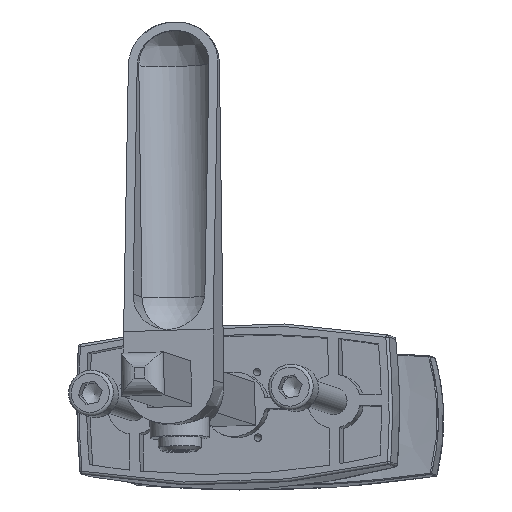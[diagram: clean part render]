
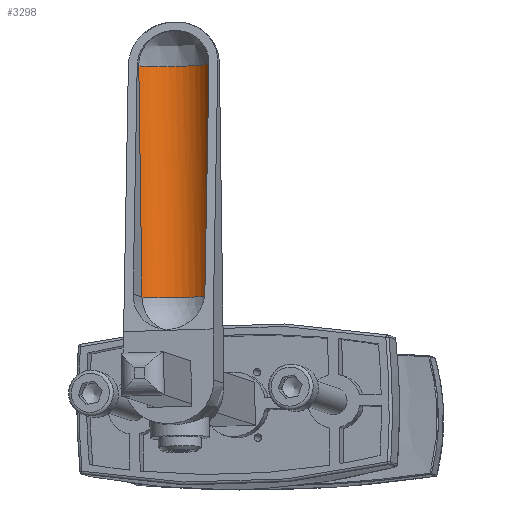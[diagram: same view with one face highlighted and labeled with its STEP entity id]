
A CAD part, isometric view. The second image highlights one B-rep face of the part: STEP entity #3298.
In plain terms, the highlighted cylindrical face has radius 7.82 mm (diameter 15.64 mm), a partial arc.
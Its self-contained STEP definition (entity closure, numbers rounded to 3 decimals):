
#325=LINE('',#8638,#575);
#329=LINE('',#8647,#579);
#575=VECTOR('',#4409,1000.);
#579=VECTOR('',#4415,1000.);
#794=CYLINDRICAL_SURFACE('',#3645,7.82);
#942=FACE_OUTER_BOUND('',#1150,.T.);
#1150=EDGE_LOOP('',(#2883,#2884,#2885,#2886,#2887));
#1351=CIRCLE('',#3644,7.82);
#1352=CIRCLE('',#3646,7.82);
#1353=CIRCLE('',#3647,7.82);
#1617=VERTEX_POINT('',#8626);
#1621=VERTEX_POINT('',#8635);
#1623=VERTEX_POINT('',#8641);
#1625=VERTEX_POINT('',#8645);
#1626=VERTEX_POINT('',#8980);
#2075=EDGE_CURVE('',#1621,#1617,#325,.T.);
#2079=EDGE_CURVE('',#1623,#1625,#329,.T.);
#2082=EDGE_CURVE('',#1621,#1625,#1351,.T.);
#2083=EDGE_CURVE('',#1617,#1626,#1352,.T.);
#2084=EDGE_CURVE('',#1626,#1623,#1353,.T.);
#2883=ORIENTED_EDGE('',*,*,#2082,.F.);
#2884=ORIENTED_EDGE('',*,*,#2075,.T.);
#2885=ORIENTED_EDGE('',*,*,#2083,.T.);
#2886=ORIENTED_EDGE('',*,*,#2084,.T.);
#2887=ORIENTED_EDGE('',*,*,#2079,.T.);
#3298=ADVANCED_FACE('',(#942),#794,.F.);
#3644=AXIS2_PLACEMENT_3D('',#8978,#4416,#4417);
#3645=AXIS2_PLACEMENT_3D('',#8979,#4418,#4419);
#3646=AXIS2_PLACEMENT_3D('',#8981,#4420,#4421);
#3647=AXIS2_PLACEMENT_3D('',#8982,#4422,#4423);
#4409=DIRECTION('',(-0.442,-0.461,-0.769));
#4415=DIRECTION('',(0.442,0.461,0.769));
#4416=DIRECTION('center_axis',(-0.442,-0.461,-0.769));
#4417=DIRECTION('ref_axis',(0.577,-0.803,0.15));
#4418=DIRECTION('center_axis',(-0.442,-0.461,-0.769));
#4419=DIRECTION('ref_axis',(0.577,-0.803,0.15));
#4420=DIRECTION('center_axis',(-0.442,-0.461,-0.769));
#4421=DIRECTION('ref_axis',(0.577,-0.803,0.15));
#4422=DIRECTION('center_axis',(-0.442,-0.461,-0.769));
#4423=DIRECTION('ref_axis',(0.577,-0.803,0.15));
#8626=CARTESIAN_POINT('',(-94.137,120.258,295.636));
#8635=CARTESIAN_POINT('',(-75.126,140.099,328.711));
#8638=CARTESIAN_POINT('',(-94.137,120.258,295.636));
#8641=CARTESIAN_POINT('',(-86.268,109.299,297.688));
#8645=CARTESIAN_POINT('',(-67.258,129.14,330.763));
#8647=CARTESIAN_POINT('',(-86.268,109.299,297.688));
#8978=CARTESIAN_POINT('Origin',(-73.817,133.179,332.11));
#8979=CARTESIAN_POINT('Origin',(-92.827,113.338,299.035));
#8980=CARTESIAN_POINT('',(-86.181,109.509,297.512));
#8981=CARTESIAN_POINT('Origin',(-92.827,113.338,299.035));
#8982=CARTESIAN_POINT('Origin',(-92.827,113.338,299.035));
